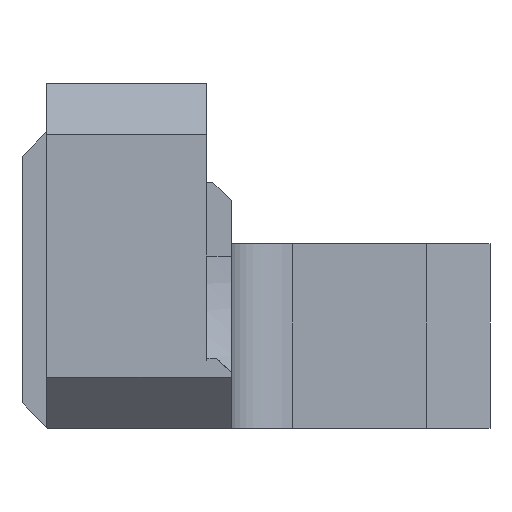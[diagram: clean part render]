
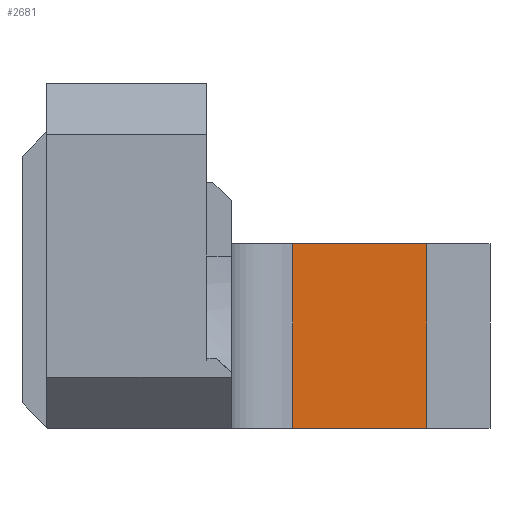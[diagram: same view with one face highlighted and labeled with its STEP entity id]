
A CAD part, left-side view. The second image highlights one B-rep face of the part: STEP entity #2681.
In plain terms, the highlighted planar face has unit normal (-1, 0, 0).
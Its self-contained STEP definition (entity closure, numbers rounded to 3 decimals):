
#259 = PLANE('',#260);
#260 = AXIS2_PLACEMENT_3D('',#261,#262,#263);
#261 = CARTESIAN_POINT('',(5.,-23.,0.));
#262 = DIRECTION('',(0.,0.,1.));
#263 = DIRECTION('',(1.,0.,0.));
#316 = CYLINDRICAL_SURFACE('',#317,5.);
#317 = AXIS2_PLACEMENT_3D('',#318,#319,#320);
#318 = CARTESIAN_POINT('',(8.,-7.,-1.));
#319 = DIRECTION('',(0.,0.,1.));
#320 = DIRECTION('',(1.,0.,0.));
#361 = PLANE('',#362);
#362 = AXIS2_PLACEMENT_3D('',#363,#364,#365);
#363 = CARTESIAN_POINT('',(5.,-23.,15.));
#364 = DIRECTION('',(0.,0.,1.));
#365 = DIRECTION('',(1.,0.,0.));
#1116 = VERTEX_POINT('',#1117);
#1117 = CARTESIAN_POINT('',(13.,-7.,0.));
#1137 = EDGE_CURVE('',#1138,#1116,#1140,.T.);
#1138 = VERTEX_POINT('',#1139);
#1139 = CARTESIAN_POINT('',(13.,-17.858,0.));
#1140 = SURFACE_CURVE('',#1141,(#1145,#1151),.PCURVE_S1.);
#1141 = LINE('',#1142,#1143);
#1142 = CARTESIAN_POINT('',(13.,-24.,0.));
#1143 = VECTOR('',#1144,1.);
#1144 = DIRECTION('',(0.,1.,0.));
#1145 = PCURVE('',#259,#1146);
#1146 = DEFINITIONAL_REPRESENTATION('',(#1147),#1150);
#1147 = B_SPLINE_CURVE_WITH_KNOTS('',1,(#1148,#1149),.UNSPECIFIED.,.F.,
  .F.,(2,2),(-2.8,24.3),.PIECEWISE_BEZIER_KNOTS.);
#1148 = CARTESIAN_POINT('',(8.,-3.8));
#1149 = CARTESIAN_POINT('',(8.,23.3));
#1150 = ( GEOMETRIC_REPRESENTATION_CONTEXT(2) 
PARAMETRIC_REPRESENTATION_CONTEXT() REPRESENTATION_CONTEXT('2D SPACE',''
  ) );
#1151 = PCURVE('',#1152,#1157);
#1152 = PLANE('',#1153);
#1153 = AXIS2_PLACEMENT_3D('',#1154,#1155,#1156);
#1154 = CARTESIAN_POINT('',(13.,-25.,-1.));
#1155 = DIRECTION('',(1.,0.,0.));
#1156 = DIRECTION('',(0.,0.,1.));
#1157 = DEFINITIONAL_REPRESENTATION('',(#1158),#1161);
#1158 = B_SPLINE_CURVE_WITH_KNOTS('',1,(#1159,#1160),.UNSPECIFIED.,.F.,
  .F.,(2,2),(-2.8,24.3),.PIECEWISE_BEZIER_KNOTS.);
#1159 = CARTESIAN_POINT('',(1.,1.8));
#1160 = CARTESIAN_POINT('',(1.,-25.3));
#1161 = ( GEOMETRIC_REPRESENTATION_CONTEXT(2) 
PARAMETRIC_REPRESENTATION_CONTEXT() REPRESENTATION_CONTEXT('2D SPACE',''
  ) );
#1178 = PLANE('',#1179);
#1179 = AXIS2_PLACEMENT_3D('',#1180,#1181,#1182);
#1180 = CARTESIAN_POINT('',(19.071,-23.929,-2.));
#1181 = DIRECTION('',(0.707,0.707,0.));
#1182 = DIRECTION('',(0.,0.,1.));
#1599 = VERTEX_POINT('',#1600);
#1600 = CARTESIAN_POINT('',(13.,-7.,15.));
#1627 = EDGE_CURVE('',#1116,#1599,#1628,.T.);
#1628 = SURFACE_CURVE('',#1629,(#1633,#1639),.PCURVE_S1.);
#1629 = LINE('',#1630,#1631);
#1630 = CARTESIAN_POINT('',(13.,-7.,0.));
#1631 = VECTOR('',#1632,1.);
#1632 = DIRECTION('',(0.,0.,1.));
#1633 = PCURVE('',#316,#1634);
#1634 = DEFINITIONAL_REPRESENTATION('',(#1635),#1638);
#1635 = B_SPLINE_CURVE_WITH_KNOTS('',1,(#1636,#1637),.UNSPECIFIED.,.F.,
  .F.,(2,2),(0.,15.),.PIECEWISE_BEZIER_KNOTS.);
#1636 = CARTESIAN_POINT('',(0.,1.));
#1637 = CARTESIAN_POINT('',(0.,16.));
#1638 = ( GEOMETRIC_REPRESENTATION_CONTEXT(2) 
PARAMETRIC_REPRESENTATION_CONTEXT() REPRESENTATION_CONTEXT('2D SPACE',''
  ) );
#1639 = PCURVE('',#1152,#1640);
#1640 = DEFINITIONAL_REPRESENTATION('',(#1641),#1645);
#1641 = LINE('',#1642,#1643);
#1642 = CARTESIAN_POINT('',(1.,-18.));
#1643 = VECTOR('',#1644,1.);
#1644 = DIRECTION('',(1.,0.));
#1645 = ( GEOMETRIC_REPRESENTATION_CONTEXT(2) 
PARAMETRIC_REPRESENTATION_CONTEXT() REPRESENTATION_CONTEXT('2D SPACE',''
  ) );
#1717 = EDGE_CURVE('',#1718,#1599,#1720,.T.);
#1718 = VERTEX_POINT('',#1719);
#1719 = CARTESIAN_POINT('',(13.,-17.858,15.));
#1720 = SURFACE_CURVE('',#1721,(#1725,#1731),.PCURVE_S1.);
#1721 = LINE('',#1722,#1723);
#1722 = CARTESIAN_POINT('',(13.,-24.,15.));
#1723 = VECTOR('',#1724,1.);
#1724 = DIRECTION('',(0.,1.,0.));
#1725 = PCURVE('',#361,#1726);
#1726 = DEFINITIONAL_REPRESENTATION('',(#1727),#1730);
#1727 = B_SPLINE_CURVE_WITH_KNOTS('',1,(#1728,#1729),.UNSPECIFIED.,.F.,
  .F.,(2,2),(-2.8,24.3),.PIECEWISE_BEZIER_KNOTS.);
#1728 = CARTESIAN_POINT('',(8.,-3.8));
#1729 = CARTESIAN_POINT('',(8.,23.3));
#1730 = ( GEOMETRIC_REPRESENTATION_CONTEXT(2) 
PARAMETRIC_REPRESENTATION_CONTEXT() REPRESENTATION_CONTEXT('2D SPACE',''
  ) );
#1731 = PCURVE('',#1152,#1732);
#1732 = DEFINITIONAL_REPRESENTATION('',(#1733),#1736);
#1733 = B_SPLINE_CURVE_WITH_KNOTS('',1,(#1734,#1735),.UNSPECIFIED.,.F.,
  .F.,(2,2),(-2.8,24.3),.PIECEWISE_BEZIER_KNOTS.);
#1734 = CARTESIAN_POINT('',(16.,1.8));
#1735 = CARTESIAN_POINT('',(16.,-25.3));
#1736 = ( GEOMETRIC_REPRESENTATION_CONTEXT(2) 
PARAMETRIC_REPRESENTATION_CONTEXT() REPRESENTATION_CONTEXT('2D SPACE',''
  ) );
#2662 = EDGE_CURVE('',#1138,#1718,#2663,.T.);
#2663 = SURFACE_CURVE('',#2664,(#2668,#2674),.PCURVE_S1.);
#2664 = LINE('',#2665,#2666);
#2665 = CARTESIAN_POINT('',(13.,-17.858,-1.5));
#2666 = VECTOR('',#2667,1.);
#2667 = DIRECTION('',(0.,0.,1.));
#2668 = PCURVE('',#1178,#2669);
#2669 = DEFINITIONAL_REPRESENTATION('',(#2670),#2673);
#2670 = B_SPLINE_CURVE_WITH_KNOTS('',1,(#2671,#2672),.UNSPECIFIED.,.F.,
  .F.,(2,2),(0.,18.),.PIECEWISE_BEZIER_KNOTS.);
#2671 = CARTESIAN_POINT('',(0.5,-8.586));
#2672 = CARTESIAN_POINT('',(18.5,-8.586));
#2673 = ( GEOMETRIC_REPRESENTATION_CONTEXT(2) 
PARAMETRIC_REPRESENTATION_CONTEXT() REPRESENTATION_CONTEXT('2D SPACE',''
  ) );
#2674 = PCURVE('',#1152,#2675);
#2675 = DEFINITIONAL_REPRESENTATION('',(#2676),#2679);
#2676 = B_SPLINE_CURVE_WITH_KNOTS('',1,(#2677,#2678),.UNSPECIFIED.,.F.,
  .F.,(2,2),(0.,18.),.PIECEWISE_BEZIER_KNOTS.);
#2677 = CARTESIAN_POINT('',(-0.5,-7.142));
#2678 = CARTESIAN_POINT('',(17.5,-7.142));
#2679 = ( GEOMETRIC_REPRESENTATION_CONTEXT(2) 
PARAMETRIC_REPRESENTATION_CONTEXT() REPRESENTATION_CONTEXT('2D SPACE',''
  ) );
#2681 = ADVANCED_FACE('',(#2682),#1152,.F.);
#2682 = FACE_BOUND('',#2683,.F.);
#2683 = EDGE_LOOP('',(#2684,#2685,#2686,#2687));
#2684 = ORIENTED_EDGE('',*,*,#2662,.F.);
#2685 = ORIENTED_EDGE('',*,*,#1137,.T.);
#2686 = ORIENTED_EDGE('',*,*,#1627,.T.);
#2687 = ORIENTED_EDGE('',*,*,#1717,.F.);
